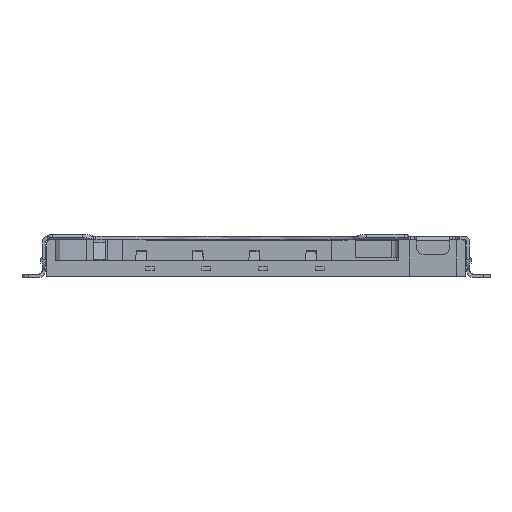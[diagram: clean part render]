
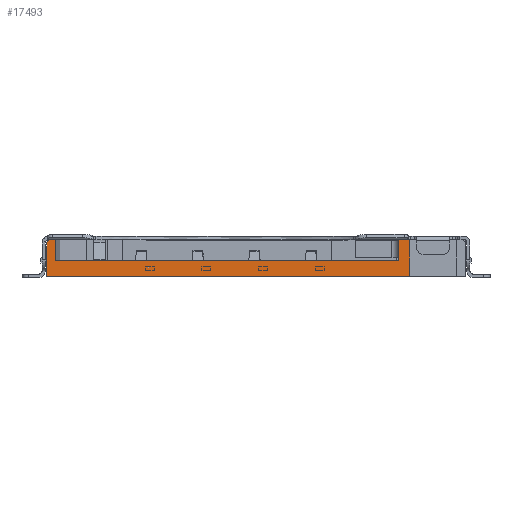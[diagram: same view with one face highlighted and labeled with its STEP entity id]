
A CAD part, front view. The second image highlights one B-rep face of the part: STEP entity #17493.
In plain terms, the highlighted free-form (B-spline) face has degree [1, 1] with [2, 2] control points.
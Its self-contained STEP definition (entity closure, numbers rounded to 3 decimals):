
#19 = DIRECTION ( 'NONE',  ( -0.707, 0., -0.707 ) ) ;
#436 = CARTESIAN_POINT ( 'NONE',  ( 16.3, 0., -1.65 ) ) ;
#924 = EDGE_CURVE ( 'NONE', #34204, #26449, #31609, .T. ) ;
#1107 = VECTOR ( 'NONE', #13545, 1000. ) ;
#1247 = CARTESIAN_POINT ( 'NONE',  ( 19.176, 0., -1.69 ) ) ;
#2726 = CARTESIAN_POINT ( 'NONE',  ( 0., 0., -1.65 ) ) ;
#3020 = ORIENTED_EDGE ( 'NONE', *, *, #924, .F. ) ;
#3348 = VECTOR ( 'NONE', #34242, 1000. ) ;
#4188 = CARTESIAN_POINT ( 'NONE',  ( -0.376, 0., 0.04 ) ) ;
#4509 = EDGE_CURVE ( 'NONE', #26067, #26449, #30632, .T. ) ;
#5325 = DIRECTION ( 'NONE',  ( 0., 0., 1. ) ) ;
#6432 = VECTOR ( 'NONE', #26402, 1000. ) ;
#7207 = EDGE_LOOP ( 'NONE', ( #13635, #3020, #12809, #30297, #34774, #15693, #27194, #31845, #33919 ) ) ;
#7457 = CARTESIAN_POINT ( 'NONE',  ( 19.176, 0., 0.04 ) ) ;
#7529 = CARTESIAN_POINT ( 'NONE',  ( 0.15, 0., 0. ) ) ;
#8608 = EDGE_CURVE ( 'NONE', #23877, #34204, #11863, .T. ) ;
#10343 = VERTEX_POINT ( 'NONE', #436 ) ;
#10395 = LINE ( 'NONE', #15220, #6432 ) ;
#11124 = VECTOR ( 'NONE', #30083, 1000. ) ;
#11159 = VECTOR ( 'NONE', #14418, 1000. ) ;
#11606 = EDGE_CURVE ( 'NONE', #16040, #22180, #24952, .T. ) ;
#11750 = CARTESIAN_POINT ( 'NONE',  ( 15.79, 0., -0.95 ) ) ;
#11863 = LINE ( 'NONE', #31657, #3348 ) ;
#12809 = ORIENTED_EDGE ( 'NONE', *, *, #8608, .F. ) ;
#13031 = CARTESIAN_POINT ( 'NONE',  ( 15.79, 0., -0.95 ) ) ;
#13114 = EDGE_CURVE ( 'NONE', #10343, #16040, #19230, .T. ) ;
#13545 = DIRECTION ( 'NONE',  ( 0., 0., 1. ) ) ;
#13635 = ORIENTED_EDGE ( 'NONE', *, *, #4509, .T. ) ;
#13742 = LINE ( 'NONE', #7529, #23297 ) ;
#13818 = B_SPLINE_SURFACE_WITH_KNOTS ( 'NONE', 1, 1, ( 
 ( #23784, #4188 ),
 ( #1247, #7457 ) ),
 .UNSPECIFIED., .F., .F., .F.,
 ( 2, 2 ),
 ( 2, 2 ),
 ( -0.376, 19.176 ),
 ( -0.04, 1.69 ),
 .UNSPECIFIED. ) ;
#13881 = LINE ( 'NONE', #2726, #11159 ) ;
#14418 = DIRECTION ( 'NONE',  ( 1., 0., 0. ) ) ;
#14664 = EDGE_CURVE ( 'NONE', #23877, #20053, #13742, .T. ) ;
#15220 = CARTESIAN_POINT ( 'NONE',  ( 0., 0., -1.65 ) ) ;
#15693 = ORIENTED_EDGE ( 'NONE', *, *, #26569, .T. ) ;
#16040 = VERTEX_POINT ( 'NONE', #32436 ) ;
#17493 = ADVANCED_FACE ( 'NONE', ( #34797 ), #13818, .T. ) ;
#18596 = CARTESIAN_POINT ( 'NONE',  ( 0.4, 0., 0. ) ) ;
#18725 = CARTESIAN_POINT ( 'NONE',  ( 16.3, 0., 0. ) ) ;
#18747 = VERTEX_POINT ( 'NONE', #31996 ) ;
#19190 = EDGE_CURVE ( 'NONE', #26067, #22180, #30216, .T. ) ;
#19230 = LINE ( 'NONE', #30414, #20568 ) ;
#19498 = CARTESIAN_POINT ( 'NONE',  ( 0., 0., -0.15 ) ) ;
#20053 = VERTEX_POINT ( 'NONE', #19498 ) ;
#20416 = DIRECTION ( 'NONE',  ( 0., 0., -1. ) ) ;
#20568 = VECTOR ( 'NONE', #5325, 1000. ) ;
#21806 = CARTESIAN_POINT ( 'NONE',  ( 15.79, 0., -0.95 ) ) ;
#22180 = VERTEX_POINT ( 'NONE', #29041 ) ;
#22575 = DIRECTION ( 'NONE',  ( -1., 0., 0. ) ) ;
#22981 = EDGE_CURVE ( 'NONE', #18747, #20053, #10395, .T. ) ;
#23297 = VECTOR ( 'NONE', #19, 1000. ) ;
#23784 = CARTESIAN_POINT ( 'NONE',  ( -0.376, 0., -1.69 ) ) ;
#23877 = VERTEX_POINT ( 'NONE', #24779 ) ;
#24779 = CARTESIAN_POINT ( 'NONE',  ( 0.15, 0., 0. ) ) ;
#24952 = LINE ( 'NONE', #18725, #11124 ) ;
#26067 = VERTEX_POINT ( 'NONE', #13031 ) ;
#26402 = DIRECTION ( 'NONE',  ( 0., 0., 1. ) ) ;
#26449 = VERTEX_POINT ( 'NONE', #26911 ) ;
#26569 = EDGE_CURVE ( 'NONE', #18747, #10343, #13881, .T. ) ;
#26911 = CARTESIAN_POINT ( 'NONE',  ( 0.4, 0., -0.95 ) ) ;
#27194 = ORIENTED_EDGE ( 'NONE', *, *, #13114, .T. ) ;
#28325 = VECTOR ( 'NONE', #22575, 1000. ) ;
#29041 = CARTESIAN_POINT ( 'NONE',  ( 15.79, 0., 0. ) ) ;
#30083 = DIRECTION ( 'NONE',  ( -1., 0., 0. ) ) ;
#30084 = VECTOR ( 'NONE', #20416, 1000. ) ;
#30216 = LINE ( 'NONE', #21806, #1107 ) ;
#30297 = ORIENTED_EDGE ( 'NONE', *, *, #14664, .T. ) ;
#30414 = CARTESIAN_POINT ( 'NONE',  ( 16.3, 0., -1.65 ) ) ;
#30632 = LINE ( 'NONE', #11750, #28325 ) ;
#31609 = LINE ( 'NONE', #34368, #30084 ) ;
#31657 = CARTESIAN_POINT ( 'NONE',  ( 0.15, 0., 0. ) ) ;
#31845 = ORIENTED_EDGE ( 'NONE', *, *, #11606, .T. ) ;
#31996 = CARTESIAN_POINT ( 'NONE',  ( 0., 0., -1.65 ) ) ;
#32436 = CARTESIAN_POINT ( 'NONE',  ( 16.3, 0., 0. ) ) ;
#33919 = ORIENTED_EDGE ( 'NONE', *, *, #19190, .F. ) ;
#34204 = VERTEX_POINT ( 'NONE', #18596 ) ;
#34242 = DIRECTION ( 'NONE',  ( 1., 0., 0. ) ) ;
#34368 = CARTESIAN_POINT ( 'NONE',  ( 0.4, 0., 0. ) ) ;
#34774 = ORIENTED_EDGE ( 'NONE', *, *, #22981, .F. ) ;
#34797 = FACE_OUTER_BOUND ( 'NONE', #7207, .T. ) ;
